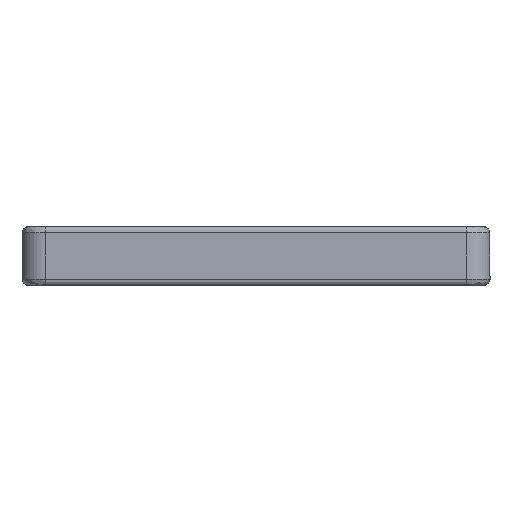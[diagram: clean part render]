
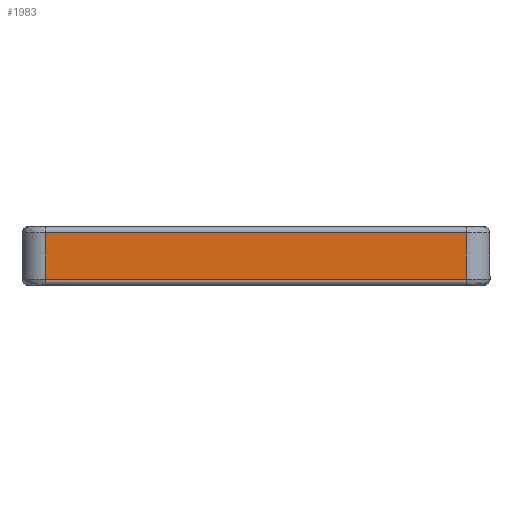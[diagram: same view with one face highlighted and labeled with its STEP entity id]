
A CAD part, left-side view. The second image highlights one B-rep face of the part: STEP entity #1983.
In plain terms, the highlighted planar face has unit normal (-1, 0, 0).
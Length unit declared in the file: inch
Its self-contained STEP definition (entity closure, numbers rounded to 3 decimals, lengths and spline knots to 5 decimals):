
#77 = FACE_OUTER_BOUND ( 'NONE', #653, .T. ) ;
#119 = CARTESIAN_POINT ( 'NONE',  ( -12.81496, 0.70866, 0. ) ) ;
#153 = ORIENTED_EDGE ( 'NONE', *, *, #202, .T. ) ;
#202 = EDGE_CURVE ( 'NONE', #2195, #2140, #1357, .T. ) ;
#262 = EDGE_CURVE ( 'NONE', #2195, #1337, #954, .T. ) ;
#384 = ORIENTED_EDGE ( 'NONE', *, *, #1445, .F. ) ;
#422 = VERTEX_POINT ( 'NONE', #1938 ) ;
#579 = VECTOR ( 'NONE', #1641, 39.37008 ) ;
#653 = EDGE_LOOP ( 'NONE', ( #384, #2257, #153, #1540 ) ) ;
#886 = CARTESIAN_POINT ( 'NONE',  ( -12.81496, -0.7874, 0. ) ) ;
#898 = VECTOR ( 'NONE', #2307, 39.37008 ) ;
#954 = LINE ( 'NONE', #1128, #898 ) ;
#1128 = CARTESIAN_POINT ( 'NONE',  ( -12.81496, -0.70866, 0. ) ) ;
#1266 = DIRECTION ( 'NONE',  ( 0., 0., -1. ) ) ;
#1334 = CARTESIAN_POINT ( 'NONE',  ( -12.81496, -0.7874, 0.07874 ) ) ;
#1337 = VERTEX_POINT ( 'NONE', #1805 ) ;
#1352 = VECTOR ( 'NONE', #1266, 39.37008 ) ;
#1357 = LINE ( 'NONE', #1334, #1716 ) ;
#1445 = EDGE_CURVE ( 'NONE', #1337, #422, #1906, .T. ) ;
#1460 = PLANE ( 'NONE',  #2249 ) ;
#1485 = DIRECTION ( 'NONE',  ( 0., 0., 1. ) ) ;
#1508 = EDGE_CURVE ( 'NONE', #2140, #422, #1808, .T. ) ;
#1540 = ORIENTED_EDGE ( 'NONE', *, *, #1508, .T. ) ;
#1543 = CARTESIAN_POINT ( 'NONE',  ( -12.81496, 0.70866, 0.07874 ) ) ;
#1641 = DIRECTION ( 'NONE',  ( 0., 1., 0. ) ) ;
#1716 = VECTOR ( 'NONE', #1921, 39.37008 ) ;
#1743 = CARTESIAN_POINT ( 'NONE',  ( -12.81496, -0.70866, 0.07874 ) ) ;
#1805 = CARTESIAN_POINT ( 'NONE',  ( -12.81496, -0.70866, -0.07874 ) ) ;
#1808 = LINE ( 'NONE', #119, #1352 ) ;
#1906 = LINE ( 'NONE', #2069, #579 ) ;
#1921 = DIRECTION ( 'NONE',  ( 0., 1., 0. ) ) ;
#1938 = CARTESIAN_POINT ( 'NONE',  ( -12.81496, 0.70866, -0.07874 ) ) ;
#1983 = ADVANCED_FACE ( 'NONE', ( #77 ), #1460, .T. ) ;
#2069 = CARTESIAN_POINT ( 'NONE',  ( -12.81496, -0.3937, -0.07874 ) ) ;
#2140 = VERTEX_POINT ( 'NONE', #1543 ) ;
#2195 = VERTEX_POINT ( 'NONE', #1743 ) ;
#2249 = AXIS2_PLACEMENT_3D ( 'NONE', #886, #2483, #1485 ) ;
#2257 = ORIENTED_EDGE ( 'NONE', *, *, #262, .F. ) ;
#2307 = DIRECTION ( 'NONE',  ( 0., 0., -1. ) ) ;
#2483 = DIRECTION ( 'NONE',  ( -1., 0., 0. ) ) ;
